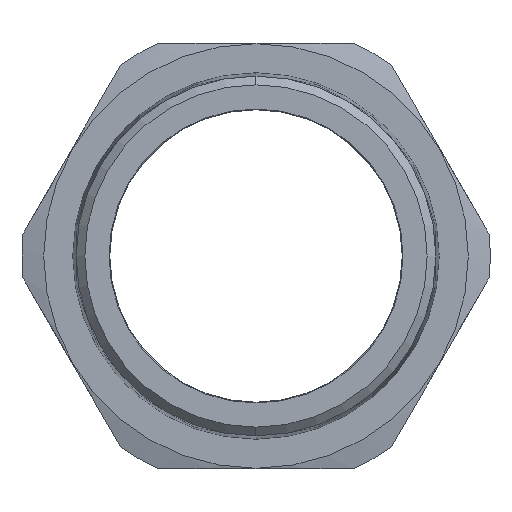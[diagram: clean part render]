
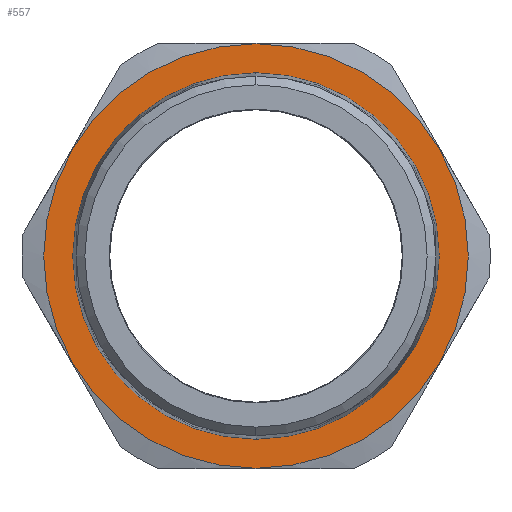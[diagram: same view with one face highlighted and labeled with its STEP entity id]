
A CAD part, left-side view. The second image highlights one B-rep face of the part: STEP entity #557.
In plain terms, the highlighted planar face has unit normal (-1, 0, 0).
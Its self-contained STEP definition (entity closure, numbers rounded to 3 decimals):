
#70 = DIRECTION ( 'NONE',  ( 1., 0., 0. ) ) ;
#108 = EDGE_CURVE ( 'NONE', #858, #1954, #2474, .T. ) ;
#150 = DIRECTION ( 'NONE',  ( 1., 0., 0. ) ) ;
#228 = ORIENTED_EDGE ( 'NONE', *, *, #686, .F. ) ;
#336 = CARTESIAN_POINT ( 'NONE',  ( -53.034, -33.22, 9.483 ) ) ;
#380 = ORIENTED_EDGE ( 'NONE', *, *, #1280, .F. ) ;
#557 = ADVANCED_FACE ( 'NONE', ( #1650, #2854 ), #2317, .F. ) ;
#663 = ORIENTED_EDGE ( 'NONE', *, *, #108, .F. ) ;
#679 = CARTESIAN_POINT ( 'NONE',  ( -53.034, -33.22, -47.767 ) ) ;
#686 = EDGE_CURVE ( 'NONE', #1347, #1582, #3136, .T. ) ;
#714 = CARTESIAN_POINT ( 'NONE',  ( -53.034, 24.03, 9.483 ) ) ;
#753 = CARTESIAN_POINT ( 'NONE',  ( -53.034, -33.22, -56.848 ) ) ;
#858 = VERTEX_POINT ( 'NONE', #990 ) ;
#901 = ORIENTED_EDGE ( 'NONE', *, *, #2077, .F. ) ;
#959 = DIRECTION ( 'NONE',  ( 0., 0., 1. ) ) ;
#990 = CARTESIAN_POINT ( 'NONE',  ( -53.034, -33.22, 66.733 ) ) ;
#993 = DIRECTION ( 'NONE',  ( 1., 0., 0. ) ) ;
#1057 = AXIS2_PLACEMENT_3D ( 'NONE', #1361, #70, #2687 ) ;
#1280 = EDGE_CURVE ( 'NONE', #1582, #1347, #1691, .T. ) ;
#1347 = VERTEX_POINT ( 'NONE', #2455 ) ;
#1361 = CARTESIAN_POINT ( 'NONE',  ( -53.034, -33.22, 9.483 ) ) ;
#1467 = AXIS2_PLACEMENT_3D ( 'NONE', #3306, #3316, #959 ) ;
#1582 = VERTEX_POINT ( 'NONE', #753 ) ;
#1650 = FACE_BOUND ( 'NONE', #3272, .T. ) ;
#1691 = CIRCLE ( 'NONE', #1057, 66.331 ) ;
#1812 = CIRCLE ( 'NONE', #1467, 57.25 ) ;
#1954 = VERTEX_POINT ( 'NONE', #679 ) ;
#2077 = EDGE_CURVE ( 'NONE', #1954, #858, #1812, .T. ) ;
#2087 = AXIS2_PLACEMENT_3D ( 'NONE', #336, #2138, #2395 ) ;
#2138 = DIRECTION ( 'NONE',  ( -1., 0., 0. ) ) ;
#2271 = DIRECTION ( 'NONE',  ( 0., 0., -1. ) ) ;
#2317 = PLANE ( 'NONE',  #2480 ) ;
#2395 = DIRECTION ( 'NONE',  ( 0., 0., 1. ) ) ;
#2455 = CARTESIAN_POINT ( 'NONE',  ( -53.034, -33.22, 75.813 ) ) ;
#2474 = CIRCLE ( 'NONE', #2087, 57.25 ) ;
#2480 = AXIS2_PLACEMENT_3D ( 'NONE', #714, #993, #2271 ) ;
#2497 = CARTESIAN_POINT ( 'NONE',  ( -53.034, -33.22, 9.483 ) ) ;
#2509 = DIRECTION ( 'NONE',  ( 0., 0., -1. ) ) ;
#2687 = DIRECTION ( 'NONE',  ( 0., 0., -1. ) ) ;
#2702 = EDGE_LOOP ( 'NONE', ( #380, #228 ) ) ;
#2854 = FACE_OUTER_BOUND ( 'NONE', #2702, .T. ) ;
#3136 = CIRCLE ( 'NONE', #3240, 66.331 ) ;
#3240 = AXIS2_PLACEMENT_3D ( 'NONE', #2497, #150, #2509 ) ;
#3272 = EDGE_LOOP ( 'NONE', ( #663, #901 ) ) ;
#3306 = CARTESIAN_POINT ( 'NONE',  ( -53.034, -33.22, 9.483 ) ) ;
#3316 = DIRECTION ( 'NONE',  ( -1., 0., 0. ) ) ;
